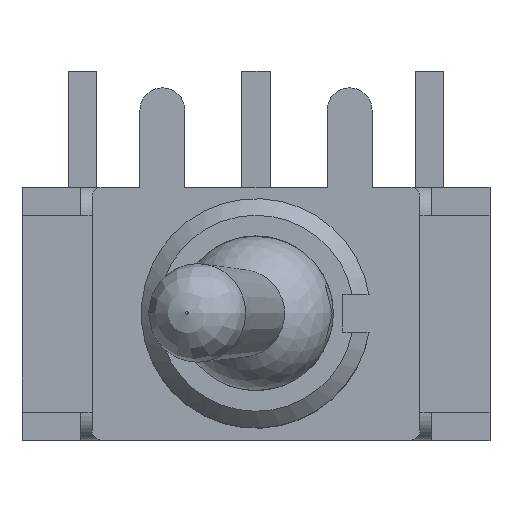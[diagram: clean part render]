
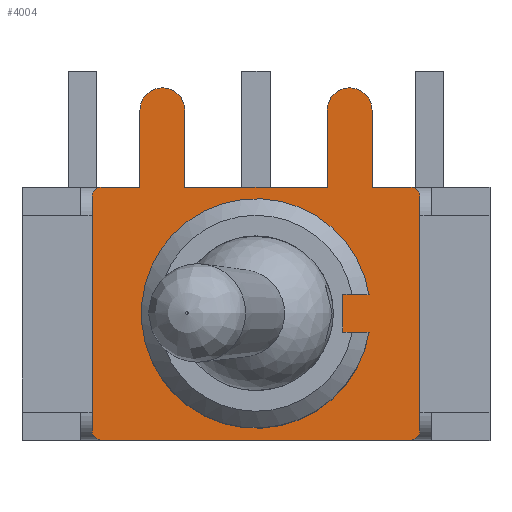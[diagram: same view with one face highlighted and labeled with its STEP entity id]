
A CAD part, top view. The second image highlights one B-rep face of the part: STEP entity #4004.
In plain terms, the highlighted planar face has unit normal (0, 0, 1).
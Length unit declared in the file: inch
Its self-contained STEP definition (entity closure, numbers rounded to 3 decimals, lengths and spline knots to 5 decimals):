
#39=FACE_BOUND('',#1500,.T.);
#131=PLANE('',#4290);
#340=LINE('',#6002,#812);
#341=LINE('',#6006,#813);
#342=LINE('',#6010,#814);
#343=LINE('',#6014,#815);
#344=LINE('',#6016,#816);
#345=LINE('',#6020,#817);
#346=LINE('',#6022,#818);
#347=LINE('',#6024,#819);
#348=LINE('',#6028,#820);
#349=LINE('',#6029,#821);
#350=LINE('',#6032,#822);
#351=LINE('',#6034,#823);
#352=LINE('',#6036,#824);
#812=VECTOR('',#4761,0.3937);
#813=VECTOR('',#4764,0.3937);
#814=VECTOR('',#4767,0.3937);
#815=VECTOR('',#4770,0.3937);
#816=VECTOR('',#4771,0.3937);
#817=VECTOR('',#4774,0.3937);
#818=VECTOR('',#4775,0.3937);
#819=VECTOR('',#4776,0.3937);
#820=VECTOR('',#4779,0.3937);
#821=VECTOR('',#4780,0.3937);
#822=VECTOR('',#4781,0.3937);
#823=VECTOR('',#4782,0.3937);
#824=VECTOR('',#4783,0.3937);
#1260=FACE_OUTER_BOUND('',#1499,.T.);
#1499=EDGE_LOOP('',(#2913,#2914,#2915,#2916,#2917,#2918,#2919,#2920,#2921,
#2922,#2923,#2924,#2925,#2926,#2927,#2928));
#1500=EDGE_LOOP('',(#2929,#2930,#2931,#2932));
#1740=CIRCLE('',#4291,0.00984);
#1741=CIRCLE('',#4292,0.00984);
#1742=CIRCLE('',#4293,0.00984);
#1743=CIRCLE('',#4294,0.00984);
#1744=CIRCLE('',#4295,0.02402);
#1745=CIRCLE('',#4296,0.02402);
#1746=CIRCLE('',#4297,0.12244);
#1873=VERTEX_POINT('',#5998);
#1874=VERTEX_POINT('',#5999);
#1875=VERTEX_POINT('',#6001);
#1876=VERTEX_POINT('',#6003);
#1877=VERTEX_POINT('',#6005);
#1878=VERTEX_POINT('',#6007);
#1879=VERTEX_POINT('',#6009);
#1880=VERTEX_POINT('',#6011);
#1881=VERTEX_POINT('',#6013);
#1882=VERTEX_POINT('',#6015);
#1883=VERTEX_POINT('',#6017);
#1884=VERTEX_POINT('',#6019);
#1885=VERTEX_POINT('',#6021);
#1886=VERTEX_POINT('',#6023);
#1887=VERTEX_POINT('',#6025);
#1888=VERTEX_POINT('',#6027);
#1889=VERTEX_POINT('',#6030);
#1890=VERTEX_POINT('',#6031);
#1891=VERTEX_POINT('',#6033);
#1892=VERTEX_POINT('',#6035);
#2265=EDGE_CURVE('',#1873,#1874,#1740,.T.);
#2266=EDGE_CURVE('',#1875,#1873,#340,.T.);
#2267=EDGE_CURVE('',#1876,#1875,#1741,.T.);
#2268=EDGE_CURVE('',#1877,#1876,#341,.T.);
#2269=EDGE_CURVE('',#1878,#1877,#1742,.T.);
#2270=EDGE_CURVE('',#1879,#1878,#342,.T.);
#2271=EDGE_CURVE('',#1880,#1879,#1743,.T.);
#2272=EDGE_CURVE('',#1881,#1880,#343,.T.);
#2273=EDGE_CURVE('',#1882,#1881,#344,.T.);
#2274=EDGE_CURVE('',#1883,#1882,#1744,.T.);
#2275=EDGE_CURVE('',#1884,#1883,#345,.T.);
#2276=EDGE_CURVE('',#1885,#1884,#346,.T.);
#2277=EDGE_CURVE('',#1886,#1885,#347,.T.);
#2278=EDGE_CURVE('',#1887,#1886,#1745,.T.);
#2279=EDGE_CURVE('',#1888,#1887,#348,.T.);
#2280=EDGE_CURVE('',#1874,#1888,#349,.T.);
#2281=EDGE_CURVE('',#1889,#1890,#350,.T.);
#2282=EDGE_CURVE('',#1891,#1889,#351,.T.);
#2283=EDGE_CURVE('',#1892,#1891,#352,.T.);
#2284=EDGE_CURVE('',#1890,#1892,#1746,.T.);
#2913=ORIENTED_EDGE('',*,*,#2265,.F.);
#2914=ORIENTED_EDGE('',*,*,#2266,.F.);
#2915=ORIENTED_EDGE('',*,*,#2267,.F.);
#2916=ORIENTED_EDGE('',*,*,#2268,.F.);
#2917=ORIENTED_EDGE('',*,*,#2269,.F.);
#2918=ORIENTED_EDGE('',*,*,#2270,.F.);
#2919=ORIENTED_EDGE('',*,*,#2271,.F.);
#2920=ORIENTED_EDGE('',*,*,#2272,.F.);
#2921=ORIENTED_EDGE('',*,*,#2273,.F.);
#2922=ORIENTED_EDGE('',*,*,#2274,.F.);
#2923=ORIENTED_EDGE('',*,*,#2275,.F.);
#2924=ORIENTED_EDGE('',*,*,#2276,.F.);
#2925=ORIENTED_EDGE('',*,*,#2277,.F.);
#2926=ORIENTED_EDGE('',*,*,#2278,.F.);
#2927=ORIENTED_EDGE('',*,*,#2279,.F.);
#2928=ORIENTED_EDGE('',*,*,#2280,.F.);
#2929=ORIENTED_EDGE('',*,*,#2281,.F.);
#2930=ORIENTED_EDGE('',*,*,#2282,.F.);
#2931=ORIENTED_EDGE('',*,*,#2283,.F.);
#2932=ORIENTED_EDGE('',*,*,#2284,.F.);
#4004=ADVANCED_FACE('',(#1260,#39),#131,.F.);
#4290=AXIS2_PLACEMENT_3D('',#5997,#4757,#4758);
#4291=AXIS2_PLACEMENT_3D('',#6000,#4759,#4760);
#4292=AXIS2_PLACEMENT_3D('',#6004,#4762,#4763);
#4293=AXIS2_PLACEMENT_3D('',#6008,#4765,#4766);
#4294=AXIS2_PLACEMENT_3D('',#6012,#4768,#4769);
#4295=AXIS2_PLACEMENT_3D('',#6018,#4772,#4773);
#4296=AXIS2_PLACEMENT_3D('',#6026,#4777,#4778);
#4297=AXIS2_PLACEMENT_3D('',#6037,#4784,#4785);
#4757=DIRECTION('center_axis',(0.,0.,
-1.));
#4758=DIRECTION('ref_axis',(0.,-1.,0.));
#4759=DIRECTION('center_axis',(0.,0.,
-1.));
#4760=DIRECTION('ref_axis',(-0.707,0.707,0.));
#4761=DIRECTION('',(0.,1.,0.));
#4762=DIRECTION('center_axis',(0.,0.,
-1.));
#4763=DIRECTION('ref_axis',(-0.707,-0.707,0.));
#4764=DIRECTION('',(-1.,0.,0.));
#4765=DIRECTION('center_axis',(0.,0.,
-1.));
#4766=DIRECTION('ref_axis',(0.707,-0.707,0.));
#4767=DIRECTION('',(0.,-1.,0.));
#4768=DIRECTION('center_axis',(0.,0.,
-1.));
#4769=DIRECTION('ref_axis',(0.707,0.707,0.));
#4770=DIRECTION('',(1.,0.,0.));
#4771=DIRECTION('',(0.,-1.,0.));
#4772=DIRECTION('center_axis',(0.,0.,
-1.));
#4773=DIRECTION('ref_axis',(-1.,0.,0.));
#4774=DIRECTION('',(0.,1.,0.));
#4775=DIRECTION('',(1.,0.,0.));
#4776=DIRECTION('',(0.,-1.,0.));
#4777=DIRECTION('center_axis',(0.,0.,
-1.));
#4778=DIRECTION('ref_axis',(-1.,0.,0.));
#4779=DIRECTION('',(0.,1.,0.));
#4780=DIRECTION('',(1.,0.,0.));
#4781=DIRECTION('',(1.,0.,0.));
#4782=DIRECTION('',(0.,1.,0.));
#4783=DIRECTION('',(-1.,0.,0.));
#4784=DIRECTION('center_axis',(0.,0.,
1.));
#4785=DIRECTION('ref_axis',(0.986,0.164,0.));
#5997=CARTESIAN_POINT('Origin',(0.,0.04916,
0.36969));
#5998=CARTESIAN_POINT('',(-0.1752,0.1252,0.36969));
#5999=CARTESIAN_POINT('',(-0.16535,0.13504,0.36969));
#6000=CARTESIAN_POINT('Origin',(-0.16535,0.1252,0.36969));
#6001=CARTESIAN_POINT('',(-0.1752,-0.1252,0.36969));
#6002=CARTESIAN_POINT('',(-0.1752,-0.13504,0.36969));
#6003=CARTESIAN_POINT('',(-0.16535,-0.13504,0.36969));
#6004=CARTESIAN_POINT('Origin',(-0.16535,-0.1252,0.36969));
#6005=CARTESIAN_POINT('',(0.16535,-0.13504,0.36969));
#6006=CARTESIAN_POINT('',(0.1752,-0.13504,0.36969));
#6007=CARTESIAN_POINT('',(0.1752,-0.1252,0.36969));
#6008=CARTESIAN_POINT('Origin',(0.16535,-0.1252,0.36969));
#6009=CARTESIAN_POINT('',(0.1752,0.1252,0.36969));
#6010=CARTESIAN_POINT('',(0.1752,0.13504,0.36969));
#6011=CARTESIAN_POINT('',(0.16535,0.13504,0.36969));
#6012=CARTESIAN_POINT('Origin',(0.16535,0.1252,0.36969));
#6013=CARTESIAN_POINT('',(0.12402,0.13504,0.36969));
#6014=CARTESIAN_POINT('',(0.12402,0.13504,0.36969));
#6015=CARTESIAN_POINT('',(0.12402,0.21732,0.36969));
#6016=CARTESIAN_POINT('',(0.12402,0.21732,0.36969));
#6017=CARTESIAN_POINT('',(0.07598,0.21732,0.36969));
#6018=CARTESIAN_POINT('Origin',(0.1,0.21732,0.36969));
#6019=CARTESIAN_POINT('',(0.07598,0.13504,0.36969));
#6020=CARTESIAN_POINT('',(0.07598,0.13504,0.36969));
#6021=CARTESIAN_POINT('',(-0.07598,0.13504,0.36969));
#6022=CARTESIAN_POINT('',(-0.07598,0.13504,0.36969));
#6023=CARTESIAN_POINT('',(-0.07598,0.21732,0.36969));
#6024=CARTESIAN_POINT('',(-0.07598,0.21732,0.36969));
#6025=CARTESIAN_POINT('',(-0.12402,0.21732,0.36969));
#6026=CARTESIAN_POINT('Origin',(-0.1,0.21732,0.36969));
#6027=CARTESIAN_POINT('',(-0.12402,0.13504,0.36969));
#6028=CARTESIAN_POINT('',(-0.12402,0.13504,0.36969));
#6029=CARTESIAN_POINT('',(-0.1752,0.13504,0.36969));
#6030=CARTESIAN_POINT('',(0.09283,0.02008,0.36969));
#6031=CARTESIAN_POINT('',(0.12078,0.02008,0.36969));
#6032=CARTESIAN_POINT('',(0.06039,0.02008,0.36969));
#6033=CARTESIAN_POINT('',(0.09283,-0.02008,0.36969));
#6034=CARTESIAN_POINT('',(0.09283,0.03462,0.36969));
#6035=CARTESIAN_POINT('',(0.12078,-0.02008,0.36969));
#6036=CARTESIAN_POINT('',(0.04642,-0.02008,0.36969));
#6037=CARTESIAN_POINT('Origin',(0.,0.,
0.36969));
